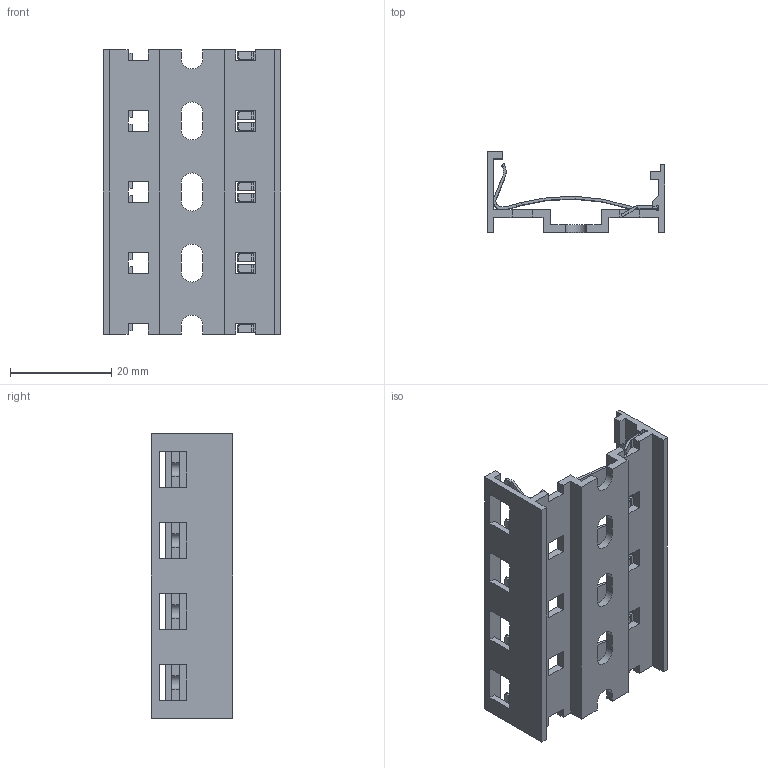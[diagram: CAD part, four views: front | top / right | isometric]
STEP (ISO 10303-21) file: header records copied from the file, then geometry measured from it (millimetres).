
FILE_DESCRIPTION((''),'2;1');
FILE_NAME('31770104000RAI','2020-02-03T',('presta_be4'),(''),'CREO PARAMETRIC BY PTC INC, 2018360','CREO PARAMETRIC BY PTC INC, 2018360','');
FILE_SCHEMA(('CONFIG_CONTROL_DESIGN'));
Length unit declared in the file: millimetre
Products named in the file (1): 31770104000RAI
Bounding box: 35 x 16 x 56 mm (x, y, z)
Volume: 5634.8 mm3; surface area: 10474.4 mm2
Topology: 1 solids, 1 shells, 492 faces, 1521 edges, 1010 vertices
Faces by surface type: plane 293, cylinder 199
Entity records: 19630 total; most frequent: CARTESIAN_POINT 5904, ORIENTED_EDGE 3042, DIRECTION 2695, EDGE_CURVE 1521, VECTOR 1035, LINE 1035, VERTEX_POINT 1010, AXIS2_PLACEMENT_3D 830
